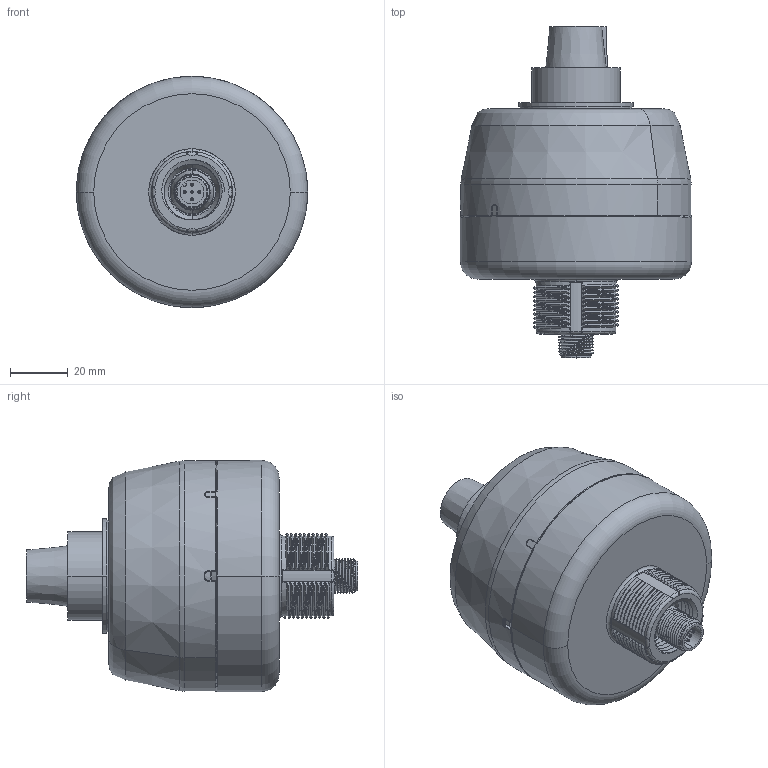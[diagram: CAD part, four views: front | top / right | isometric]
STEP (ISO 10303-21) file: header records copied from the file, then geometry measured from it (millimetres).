
FILE_DESCRIPTION((''),'2;1');
FILE_NAME('205620_ASM','2018-06-26T',('pdmadmin'),('BANNER ENGINEERING'),'CREO PARAMETRIC BY PTC INC, 2016260','CREO PARAMETRIC BY PTC INC, 2016260','');
FILE_SCHEMA(('CONFIG_CONTROL_DESIGN'));
Products named in the file (20): 159982; 141960; 41089; 129247_AF35; 129248_AF31; 129249_AF31; 129250_AF31; 129251_AF31; 133481_ASM; 162433_ASM; 160390; 159984; 197062_ASM; 197061_PART1; 205756_001; 205756_002; 205756-004; 205746_ASM_ASM; 205756_ASM; 205620_ASM
Assembly tree (19 placements, depth 4):
  205620_ASM
    162433_ASM
      159982
      141960
      133481_ASM
        41089
        129247_AF35
        129248_AF31
        129249_AF31
        129250_AF31
        129251_AF31
    160390
    197062_ASM
      159984
    197061_PART1
    205756_ASM
      205746_ASM_ASM
        205756_001
        205756_002
        205756-004
Bounding box: 80 x 114.85 x 80 mm (x, y, z)
Volume: 110215.8 mm3; surface area: 65515.9 mm2
Topology: 14 solids, 14 shells, 865 faces, 2155 edges, 1371 vertices
Faces by surface type: cylinder 323, bspline 223, plane 172, torus 92, cone 45, sphere 10
Entity records: 78011 total; most frequent: CARTESIAN_POINT 58377, ORIENTED_EDGE 4310, DIRECTION 3603, EDGE_CURVE 2155, AXIS2_PLACEMENT_3D 1446, VERTEX_POINT 1371, EDGE_LOOP 930, FACE_OUTER_BOUND 865
